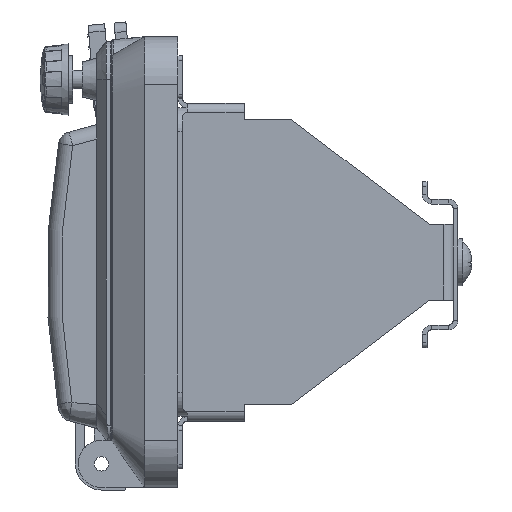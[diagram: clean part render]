
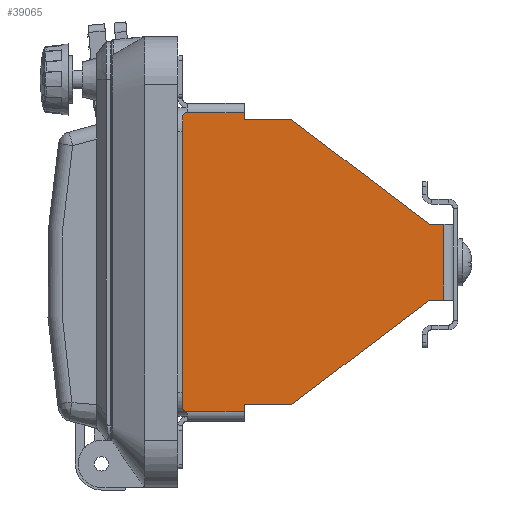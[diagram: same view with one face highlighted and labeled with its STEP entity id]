
A CAD part, left-side view. The second image highlights one B-rep face of the part: STEP entity #39065.
In plain terms, the highlighted face is planar.
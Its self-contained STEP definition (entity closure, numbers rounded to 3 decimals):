
#86 = CARTESIAN_POINT ( 'NONE',  ( 65., 1., -1. ) ) ;
#793 = EDGE_CURVE ( 'NONE', #3714, #39005, #2182, .T. ) ;
#962 = EDGE_CURVE ( 'NONE', #29610, #35488, #45620, .T. ) ;
#1993 = CARTESIAN_POINT ( 'NONE',  ( 3.5, 23., -1. ) ) ;
#2020 = LINE ( 'NONE', #7766, #14700 ) ;
#2182 = LINE ( 'NONE', #39010, #23561 ) ;
#2185 = ORIENTED_EDGE ( 'NONE', *, *, #23426, .F. ) ;
#2680 = VERTEX_POINT ( 'NONE', #2700 ) ;
#2700 = CARTESIAN_POINT ( 'NONE',  ( 2.9, 0., -1. ) ) ;
#2780 = ORIENTED_EDGE ( 'NONE', *, *, #51104, .T. ) ;
#3223 = ORIENTED_EDGE ( 'NONE', *, *, #34464, .T. ) ;
#3439 = DIRECTION ( 'NONE',  ( -1., 0., 0. ) ) ;
#3714 = VERTEX_POINT ( 'NONE', #50586 ) ;
#4074 = DIRECTION ( 'NONE',  ( 0., 1., 0. ) ) ;
#4670 = VERTEX_POINT ( 'NONE', #49649 ) ;
#4935 = EDGE_CURVE ( 'NONE', #37980, #9098, #32699, .T. ) ;
#5285 = ORIENTED_EDGE ( 'NONE', *, *, #53651, .T. ) ;
#5310 = VECTOR ( 'NONE', #4074, 1000. ) ;
#5339 = CARTESIAN_POINT ( 'NONE',  ( 2., 1., -1. ) ) ;
#5820 = EDGE_CURVE ( 'NONE', #17013, #19928, #20585, .T. ) ;
#6244 = CARTESIAN_POINT ( 'NONE',  ( 25.5, 55., -1. ) ) ;
#6322 = LINE ( 'NONE', #54526, #49021 ) ;
#6490 = LINE ( 'NONE', #28201, #35870 ) ;
#7766 = CARTESIAN_POINT ( 'NONE',  ( 63.5, 23., -1. ) ) ;
#9060 = CARTESIAN_POINT ( 'NONE',  ( 41.5, 55., -1. ) ) ;
#9098 = VERTEX_POINT ( 'NONE', #1993 ) ;
#9585 = VECTOR ( 'NONE', #14378, 1000. ) ;
#9938 = CARTESIAN_POINT ( 'NONE',  ( 63.5, 23., -1. ) ) ;
#10067 = CARTESIAN_POINT ( 'NONE',  ( 3.5, 13., -1. ) ) ;
#10135 = DIRECTION ( 'NONE',  ( 1., 0., 0. ) ) ;
#10449 = CARTESIAN_POINT ( 'NONE',  ( 2., 0., -1. ) ) ;
#11638 = ORIENTED_EDGE ( 'NONE', *, *, #19927, .F. ) ;
#11736 = CIRCLE ( 'NONE', #32022, 0.9 ) ;
#12080 = CARTESIAN_POINT ( 'NONE',  ( 65., 13., -1. ) ) ;
#13046 = VECTOR ( 'NONE', #53174, 1000. ) ;
#13495 = ORIENTED_EDGE ( 'NONE', *, *, #793, .F. ) ;
#13685 = DIRECTION ( 'NONE',  ( 0., 0., -1. ) ) ;
#13708 = DIRECTION ( 'NONE',  ( 0., -1., 0. ) ) ;
#14378 = DIRECTION ( 'NONE',  ( 0., 1., 0. ) ) ;
#14700 = VECTOR ( 'NONE', #49930, 1000. ) ;
#15100 = CARTESIAN_POINT ( 'NONE',  ( 25.5, 52., -1. ) ) ;
#15541 = PLANE ( 'NONE',  #16331 ) ;
#15545 = ORIENTED_EDGE ( 'NONE', *, *, #37954, .F. ) ;
#16226 = AXIS2_PLACEMENT_3D ( 'NONE', #31223, #13685, #26744 ) ;
#16331 = AXIS2_PLACEMENT_3D ( 'NONE', #49678, #20217, #24170 ) ;
#16798 = DIRECTION ( 'NONE',  ( -1., 0., 0. ) ) ;
#16828 = LINE ( 'NONE', #6244, #24899 ) ;
#17013 = VERTEX_POINT ( 'NONE', #86 ) ;
#17925 = EDGE_CURVE ( 'NONE', #44246, #52061, #2020, .T. ) ;
#18218 = LINE ( 'NONE', #52285, #27539 ) ;
#18489 = CARTESIAN_POINT ( 'NONE',  ( 3.5, 23., -1. ) ) ;
#18508 = CARTESIAN_POINT ( 'NONE',  ( 2., 0., -1. ) ) ;
#19326 = LINE ( 'NONE', #42119, #5310 ) ;
#19393 = CARTESIAN_POINT ( 'NONE',  ( 63.5, 13., -1. ) ) ;
#19927 = EDGE_CURVE ( 'NONE', #52061, #46547, #19326, .T. ) ;
#19928 = VERTEX_POINT ( 'NONE', #25734 ) ;
#20217 = DIRECTION ( 'NONE',  ( 0., 0., -1. ) ) ;
#20365 = LINE ( 'NONE', #10449, #13046 ) ;
#20393 = VERTEX_POINT ( 'NONE', #24947 ) ;
#20585 = LINE ( 'NONE', #43903, #22584 ) ;
#20955 = EDGE_LOOP ( 'NONE', ( #21300, #50891, #50858, #3223, #2185, #47109, #52220, #25276, #2780, #11638, #39595, #15545, #13495, #5285, #36252, #31807 ) ) ;
#21300 = ORIENTED_EDGE ( 'NONE', *, *, #31634, .F. ) ;
#22539 = EDGE_CURVE ( 'NONE', #2680, #29610, #11736, .T. ) ;
#22584 = VECTOR ( 'NONE', #38310, 1000. ) ;
#23426 = EDGE_CURVE ( 'NONE', #29635, #36345, #6322, .T. ) ;
#23561 = VECTOR ( 'NONE', #26542, 1000. ) ;
#24170 = DIRECTION ( 'NONE',  ( -1., 0., 0. ) ) ;
#24449 = DIRECTION ( 'NONE',  ( 0., -1., 0. ) ) ;
#24899 = VECTOR ( 'NONE', #10135, 1000. ) ;
#24947 = CARTESIAN_POINT ( 'NONE',  ( 64.1, 0., -1. ) ) ;
#25065 = DIRECTION ( 'NONE',  ( 0., 0., -1. ) ) ;
#25276 = ORIENTED_EDGE ( 'NONE', *, *, #28720, .F. ) ;
#25278 = VECTOR ( 'NONE', #36568, 1000. ) ;
#25734 = CARTESIAN_POINT ( 'NONE',  ( 65., 0.9, -1. ) ) ;
#26542 = DIRECTION ( 'NONE',  ( -1., 0., 0. ) ) ;
#26744 = DIRECTION ( 'NONE',  ( -1., 0., 0. ) ) ;
#27539 = VECTOR ( 'NONE', #13708, 1000. ) ;
#28201 = CARTESIAN_POINT ( 'NONE',  ( 67., 0., -1. ) ) ;
#28707 = CARTESIAN_POINT ( 'NONE',  ( 41.5, 52., -1. ) ) ;
#28720 = EDGE_CURVE ( 'NONE', #4670, #37980, #53473, .T. ) ;
#29610 = VERTEX_POINT ( 'NONE', #48333 ) ;
#29635 = VERTEX_POINT ( 'NONE', #10067 ) ;
#31223 = CARTESIAN_POINT ( 'NONE',  ( 64.1, 0.9, -1. ) ) ;
#31634 = EDGE_CURVE ( 'NONE', #2680, #20393, #6490, .T. ) ;
#31807 = ORIENTED_EDGE ( 'NONE', *, *, #34346, .T. ) ;
#32022 = AXIS2_PLACEMENT_3D ( 'NONE', #50369, #25065, #16798 ) ;
#32144 = DIRECTION ( 'NONE',  ( 0., -1., 0. ) ) ;
#32588 = LINE ( 'NONE', #19393, #25278 ) ;
#32699 = LINE ( 'NONE', #18489, #37341 ) ;
#34346 = EDGE_CURVE ( 'NONE', #19928, #20393, #47044, .T. ) ;
#34464 = EDGE_CURVE ( 'NONE', #35488, #36345, #20365, .T. ) ;
#35488 = VERTEX_POINT ( 'NONE', #5339 ) ;
#35870 = VECTOR ( 'NONE', #36969, 1000. ) ;
#36252 = ORIENTED_EDGE ( 'NONE', *, *, #5820, .T. ) ;
#36345 = VERTEX_POINT ( 'NONE', #43103 ) ;
#36568 = DIRECTION ( 'NONE',  ( 0., 1., 0. ) ) ;
#36969 = DIRECTION ( 'NONE',  ( 1., 0., 0. ) ) ;
#37341 = VECTOR ( 'NONE', #44195, 1000. ) ;
#37954 = EDGE_CURVE ( 'NONE', #39005, #44246, #32588, .T. ) ;
#37978 = VECTOR ( 'NONE', #24449, 1000. ) ;
#37980 = VERTEX_POINT ( 'NONE', #15100 ) ;
#38310 = DIRECTION ( 'NONE',  ( 0., -1., 0. ) ) ;
#39005 = VERTEX_POINT ( 'NONE', #53967 ) ;
#39010 = CARTESIAN_POINT ( 'NONE',  ( 67., 13., -1. ) ) ;
#39065 = ADVANCED_FACE ( 'NONE', ( #45131 ), #15541, .T. ) ;
#39595 = ORIENTED_EDGE ( 'NONE', *, *, #17925, .F. ) ;
#40306 = CARTESIAN_POINT ( 'NONE',  ( 25.5, 52., -1. ) ) ;
#42119 = CARTESIAN_POINT ( 'NONE',  ( 41.5, 52., -1. ) ) ;
#42721 = VECTOR ( 'NONE', #32144, 1000. ) ;
#43103 = CARTESIAN_POINT ( 'NONE',  ( 2., 13., -1. ) ) ;
#43243 = EDGE_CURVE ( 'NONE', #9098, #29635, #18218, .T. ) ;
#43903 = CARTESIAN_POINT ( 'NONE',  ( 65., 13., -1. ) ) ;
#44195 = DIRECTION ( 'NONE',  ( -0.604, -0.797, 0. ) ) ;
#44246 = VERTEX_POINT ( 'NONE', #9938 ) ;
#45131 = FACE_OUTER_BOUND ( 'NONE', #20955, .T. ) ;
#45620 = LINE ( 'NONE', #18508, #9585 ) ;
#46547 = VERTEX_POINT ( 'NONE', #9060 ) ;
#47044 = CIRCLE ( 'NONE', #16226, 0.9 ) ;
#47109 = ORIENTED_EDGE ( 'NONE', *, *, #43243, .F. ) ;
#47958 = LINE ( 'NONE', #12080, #37978 ) ;
#48333 = CARTESIAN_POINT ( 'NONE',  ( 2., 0.9, -1. ) ) ;
#49021 = VECTOR ( 'NONE', #3439, 1000. ) ;
#49649 = CARTESIAN_POINT ( 'NONE',  ( 25.5, 55., -1. ) ) ;
#49678 = CARTESIAN_POINT ( 'NONE',  ( 0., 0., -1. ) ) ;
#49930 = DIRECTION ( 'NONE',  ( -0.604, 0.797, 0. ) ) ;
#50369 = CARTESIAN_POINT ( 'NONE',  ( 2.9, 0.9, -1. ) ) ;
#50586 = CARTESIAN_POINT ( 'NONE',  ( 65., 13., -1. ) ) ;
#50858 = ORIENTED_EDGE ( 'NONE', *, *, #962, .T. ) ;
#50891 = ORIENTED_EDGE ( 'NONE', *, *, #22539, .T. ) ;
#51104 = EDGE_CURVE ( 'NONE', #4670, #46547, #16828, .T. ) ;
#52061 = VERTEX_POINT ( 'NONE', #28707 ) ;
#52220 = ORIENTED_EDGE ( 'NONE', *, *, #4935, .F. ) ;
#52285 = CARTESIAN_POINT ( 'NONE',  ( 3.5, 13., -1. ) ) ;
#53174 = DIRECTION ( 'NONE',  ( 0., 1., 0. ) ) ;
#53473 = LINE ( 'NONE', #40306, #42721 ) ;
#53651 = EDGE_CURVE ( 'NONE', #3714, #17013, #47958, .T. ) ;
#53967 = CARTESIAN_POINT ( 'NONE',  ( 63.5, 13., -1. ) ) ;
#54526 = CARTESIAN_POINT ( 'NONE',  ( 0., 13., -1. ) ) ;
